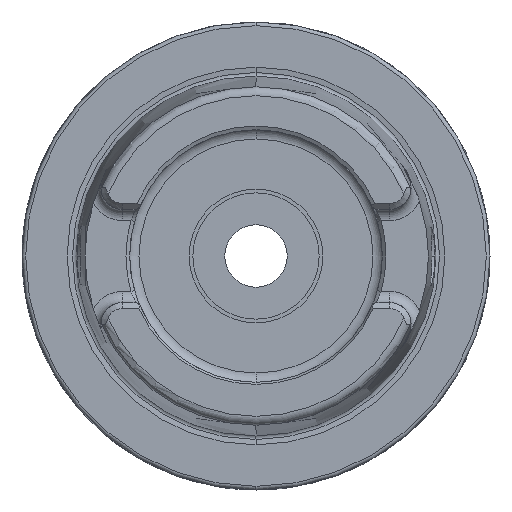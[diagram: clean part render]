
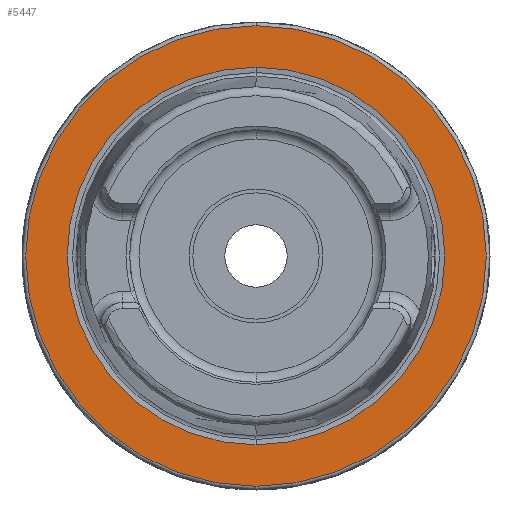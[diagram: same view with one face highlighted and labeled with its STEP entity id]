
A CAD part, left-side view. The second image highlights one B-rep face of the part: STEP entity #5447.
In plain terms, the highlighted planar face has unit normal (-1, 0, 0).
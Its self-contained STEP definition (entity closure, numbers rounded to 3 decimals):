
#1529=CARTESIAN_POINT('',(0.,0.,0.));
#1530=DIRECTION('',(1.,0.,0.));
#1531=DIRECTION('',(0.,0.,-1.));
#1532=AXIS2_PLACEMENT_3D('',#1529,#1530,#1531);
#1534=CARTESIAN_POINT('',(0.,0.,0.));
#1535=DIRECTION('',(1.,0.,0.));
#1536=DIRECTION('',(0.,0.,1.));
#1537=AXIS2_PLACEMENT_3D('',#1534,#1535,#1536);
#1539=CARTESIAN_POINT('',(0.,0.,0.));
#1540=DIRECTION('',(-1.,0.,0.));
#1541=DIRECTION('',(0.,0.,1.));
#1542=AXIS2_PLACEMENT_3D('',#1539,#1540,#1541);
#1544=CARTESIAN_POINT('',(0.,0.,0.));
#1545=DIRECTION('',(-1.,0.,0.));
#1546=DIRECTION('',(0.,0.,-1.));
#1547=AXIS2_PLACEMENT_3D('',#1544,#1545,#1546);
#3095=CARTESIAN_POINT('',(0.,0.,-25.42));
#3096=CARTESIAN_POINT('',(0.,0.,25.42));
#3097=VERTEX_POINT('',#3095);
#3098=VERTEX_POINT('',#3096);
#3424=CARTESIAN_POINT('',(0.,0.,31.));
#3425=CARTESIAN_POINT('',(0.,0.,-31.));
#3426=VERTEX_POINT('',#3424);
#3427=VERTEX_POINT('',#3425);
#5431=CARTESIAN_POINT('',(0.,0.,0.));
#5432=DIRECTION('',(1.,0.,0.));
#5433=DIRECTION('',(0.,0.,1.));
#5434=AXIS2_PLACEMENT_3D('',#5431,#5432,#5433);
#5435=PLANE('',#5434);
#5436=ORIENTED_EDGE('',*,*,#5421,.F.);
#5438=ORIENTED_EDGE('',*,*,#5437,.F.);
#5439=EDGE_LOOP('',(#5436,#5438));
#5440=FACE_OUTER_BOUND('',#5439,.F.);
#5442=ORIENTED_EDGE('',*,*,#5441,.F.);
#5444=ORIENTED_EDGE('',*,*,#5443,.F.);
#5445=EDGE_LOOP('',(#5442,#5444));
#5446=FACE_BOUND('',#5445,.F.);
#5447=ADVANCED_FACE('',(#5440,#5446),#5435,.F.);
#1533=CIRCLE('',#1532,25.42);
#1538=CIRCLE('',#1537,25.42);
#1543=CIRCLE('',#1542,31.);
#1548=CIRCLE('',#1547,31.);
#5421=EDGE_CURVE('',#3426,#3427,#1543,.T.);
#5437=EDGE_CURVE('',#3427,#3426,#1548,.T.);
#5441=EDGE_CURVE('',#3097,#3098,#1533,.T.);
#5443=EDGE_CURVE('',#3098,#3097,#1538,.T.);
